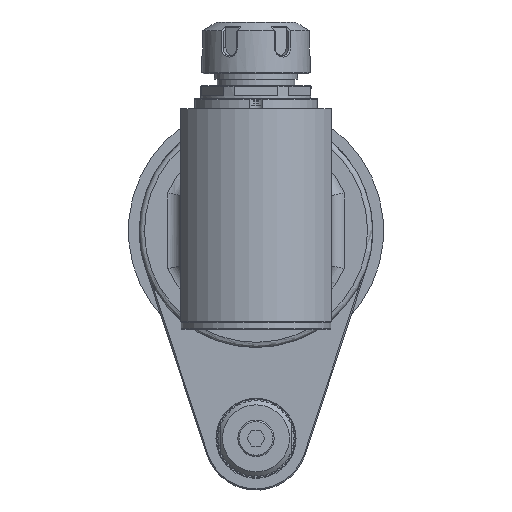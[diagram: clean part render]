
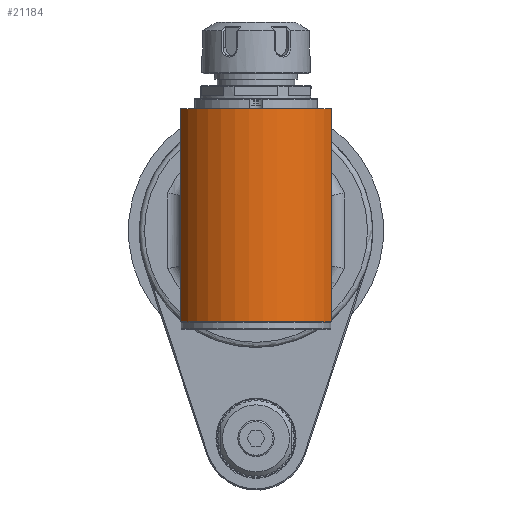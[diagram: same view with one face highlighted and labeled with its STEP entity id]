
A CAD part, front view. The second image highlights one B-rep face of the part: STEP entity #21184.
In plain terms, the highlighted cylindrical face has radius 32 mm (diameter 64 mm), a partial arc.
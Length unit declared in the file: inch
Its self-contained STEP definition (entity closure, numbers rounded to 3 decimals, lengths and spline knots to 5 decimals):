
#1611=FACE_OUTER_BOUND('',#2863,.T.);
#2863=EDGE_LOOP('',(#15267,#15268,#15269,#15270));
#4122=CIRCLE('',#22333,1.25984);
#4221=CIRCLE('',#22562,1.25984);
#5236=LINE('',#32159,#7359);
#5237=LINE('',#32163,#7360);
#7359=VECTOR('',#25154,3.22835);
#7360=VECTOR('',#25159,3.22835);
#9291=VERTEX_POINT('',#31381);
#9292=VERTEX_POINT('',#31383);
#9490=VERTEX_POINT('',#32157);
#9491=VERTEX_POINT('',#32161);
#11417=EDGE_CURVE('',#9292,#9291,#4122,.T.);
#11724=EDGE_CURVE('',#9291,#9490,#5236,.T.);
#11725=EDGE_CURVE('',#9491,#9490,#4221,.T.);
#11726=EDGE_CURVE('',#9292,#9491,#5237,.T.);
#15267=ORIENTED_EDGE('',*,*,#11417,.T.);
#15268=ORIENTED_EDGE('',*,*,#11724,.T.);
#15269=ORIENTED_EDGE('',*,*,#11725,.F.);
#15270=ORIENTED_EDGE('',*,*,#11726,.F.);
#20863=CYLINDRICAL_SURFACE('',#22561,1.25984);
#21184=ADVANCED_FACE('',(#1611),#20863,.T.);
#22333=AXIS2_PLACEMENT_3D('',#31384,#24491,#24492);
#22561=AXIS2_PLACEMENT_3D('',#32160,#25155,#25156);
#22562=AXIS2_PLACEMENT_3D('',#32162,#25157,#25158);
#24491=DIRECTION('center_axis',(0.,0.,1.));
#24492=DIRECTION('ref_axis',(-0.906,-0.423,0.));
#25154=DIRECTION('',(0.,0.,1.));
#25155=DIRECTION('center_axis',(0.,0.,1.));
#25156=DIRECTION('ref_axis',(-1.,0.,0.));
#25157=DIRECTION('center_axis',(0.,0.,1.));
#25158=DIRECTION('ref_axis',(-0.906,-0.423,0.));
#25159=DIRECTION('',(0.,0.,1.));
#31381=CARTESIAN_POINT('',(1.14173,-7.38298,-1.37795));
#31383=CARTESIAN_POINT('',(-1.14173,-7.38298,-1.37795));
#31384=CARTESIAN_POINT('Origin',(0.,-6.85039,-1.37795));
#32157=CARTESIAN_POINT('',(1.14173,-7.38298,1.85039));
#32159=CARTESIAN_POINT('',(1.14173,-7.38298,-1.37795));
#32160=CARTESIAN_POINT('Origin',(0.,-6.85039,-2.16535));
#32161=CARTESIAN_POINT('',(-1.14173,-7.38298,1.85039));
#32162=CARTESIAN_POINT('Origin',(0.,-6.85039,1.85039));
#32163=CARTESIAN_POINT('',(-1.14173,-7.38298,-1.37795));
